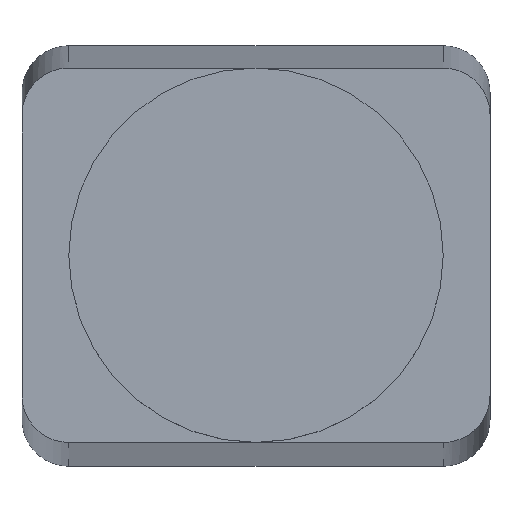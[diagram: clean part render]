
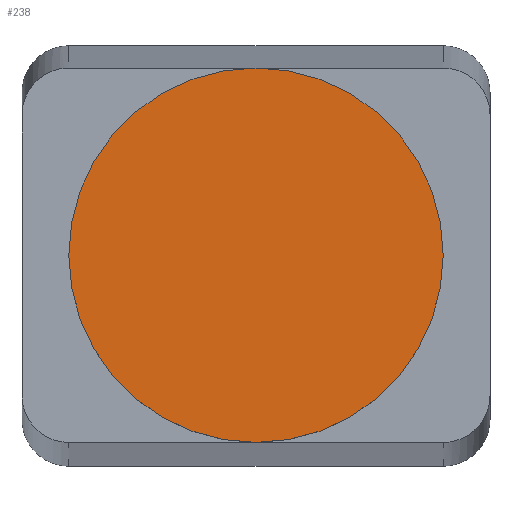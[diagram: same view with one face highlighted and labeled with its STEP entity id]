
A CAD part, top view. The second image highlights one B-rep face of the part: STEP entity #238.
In plain terms, the highlighted planar face has unit normal (0, 0, 1).
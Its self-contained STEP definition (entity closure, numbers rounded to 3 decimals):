
#17=PLANE('',#283);
#33=FACE_OUTER_BOUND('',#48,.T.);
#48=EDGE_LOOP('',(#195));
#62=CIRCLE('',#279,40.);
#120=VERTEX_POINT('',#418);
#146=EDGE_CURVE('',#120,#120,#62,.T.);
#195=ORIENTED_EDGE('',*,*,#146,.T.);
#238=ADVANCED_FACE('',(#33),#17,.T.);
#279=AXIS2_PLACEMENT_3D('',#419,#343,#344);
#283=AXIS2_PLACEMENT_3D('',#427,#352,#353);
#343=DIRECTION('center_axis',(0.,0.,1.));
#344=DIRECTION('ref_axis',(1.,0.,0.));
#352=DIRECTION('center_axis',(0.,0.,1.));
#353=DIRECTION('ref_axis',(1.,0.,0.));
#418=CARTESIAN_POINT('',(-40.,547.5,860.488));
#419=CARTESIAN_POINT('Origin',(0.,547.5,860.488));
#427=CARTESIAN_POINT('Origin',(0.,547.5,860.488));
